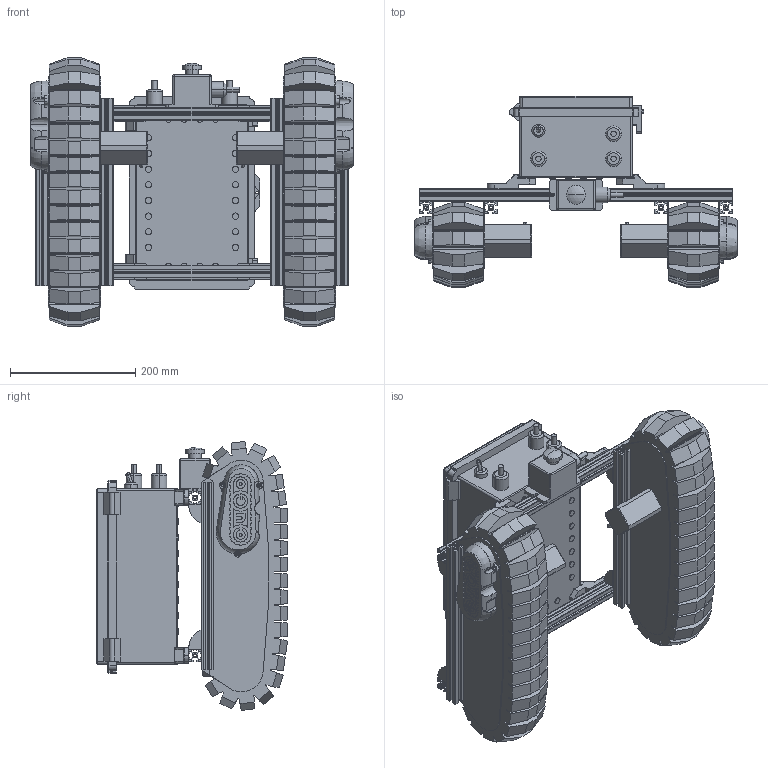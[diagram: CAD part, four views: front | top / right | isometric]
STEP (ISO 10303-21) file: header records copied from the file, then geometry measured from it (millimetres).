
FILE_DESCRIPTION (( 'STEP AP203' ), '1' );
FILE_NAME ('V3iロボット開発プラットフォーム.STEP', '2023-10-13T02:15:40', ( '' ), ( '' ), 'SwSTEP 2.0', 'SolidWorks 2022', '' );
FILE_SCHEMA (( 'CONFIG_CONTROL_DESIGN' ));
Length unit declared in the file: millimetre
Products named in the file (13): NFS5-2020-500; HBLFSNF5_b; CuGoV3ibody; BFL-2G; CuGoV3i_L; V3i儘儃僢僩奐敪僾儔僢僩僼僅乕儉; 倜蚓uGoV3ibody; CuGoV3i_R; BCAP203013GN; NCC-132; V3coverL6_; V3coverR6_; NFS5_2020_300
Assembly tree (26 placements, depth 3):
  V3i儘儃僢僩奐敪僾儔僢僩僼僅乕儉
    CuGoV3i_L
      CuGoV3ibody
      NFS5_2020_300  x2
      V3coverL6_
    CuGoV3i_R
      倜蚓uGoV3ibody
      NFS5_2020_300  x2
      V3coverR6_
    NFS5-2020-500  x2
    BCAP203013GN
    BFL-2G  x4
    HBLFSNF5_b  x8
    NCC-132
Bounding box: 516 x 305.42 x 429.75 mm (x, y, z)
Volume: 15632514.5 mm3; surface area: 1321502.7 mm2
Topology: 24 solids, 24 shells, 2661 faces, 7348 edges, 4799 vertices
Faces by surface type: plane 1857, cylinder 465, cone 144, bspline 122, torus 38, sphere 35
Entity records: 63333 total; most frequent: CARTESIAN_POINT 15843, ORIENTED_EDGE 9992, DIRECTION 8790, EDGE_CURVE 4996, LINE 3736, VECTOR 3736, VERTEX_POINT 3278, AXIS2_PLACEMENT_3D 2527
